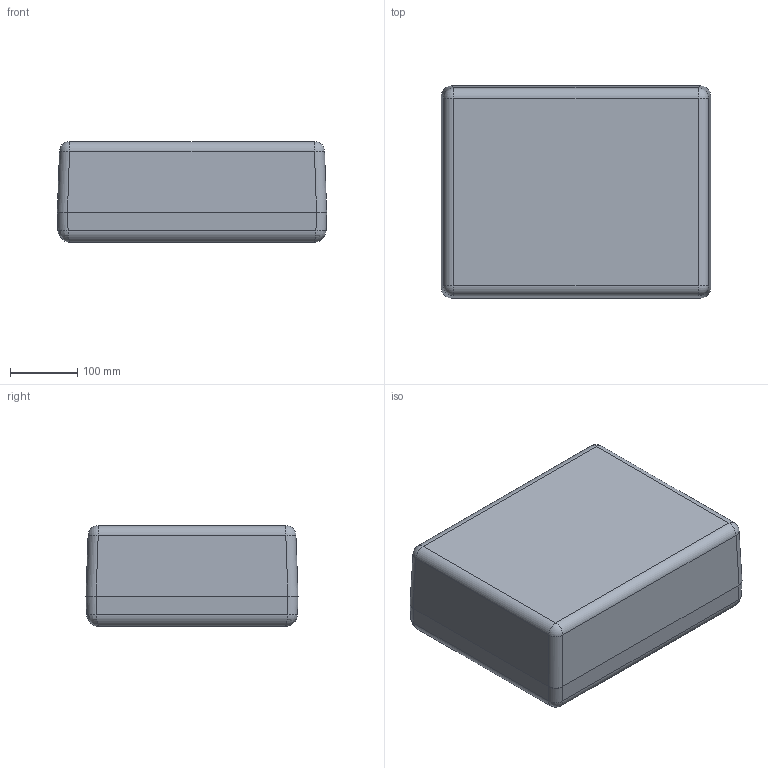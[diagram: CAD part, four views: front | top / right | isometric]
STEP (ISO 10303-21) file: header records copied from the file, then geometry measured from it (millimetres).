
FILE_DESCRIPTION (( 'STEP AP203' ), '1' );
FILE_NAME ('BC400 3D KABUK.STEP', '2022-11-25T14:05:44', ( '' ), ( '' ), 'SwSTEP 2.0', 'SolidWorks 2014', '' );
FILE_SCHEMA (( 'CONFIG_CONTROL_DESIGN' ));
Length unit declared in the file: millimetre
Products named in the file (1): BC400 3D KABUK
Bounding box: 400 x 315 x 150 mm (x, y, z)
Volume: 2108566.9 mm3; surface area: 857427.1 mm2
Topology: 2 solids, 2 shells, 70 faces, 152 edges, 80 vertices
Faces by surface type: cylinder 32, plane 22, sphere 8, bspline 8
Entity records: 2387 total; most frequent: CARTESIAN_POINT 959, ORIENTED_EDGE 288, DIRECTION 270, EDGE_CURVE 144, AXIS2_PLACEMENT_3D 95, VERTEX_POINT 80, VECTOR 80, LINE 80
